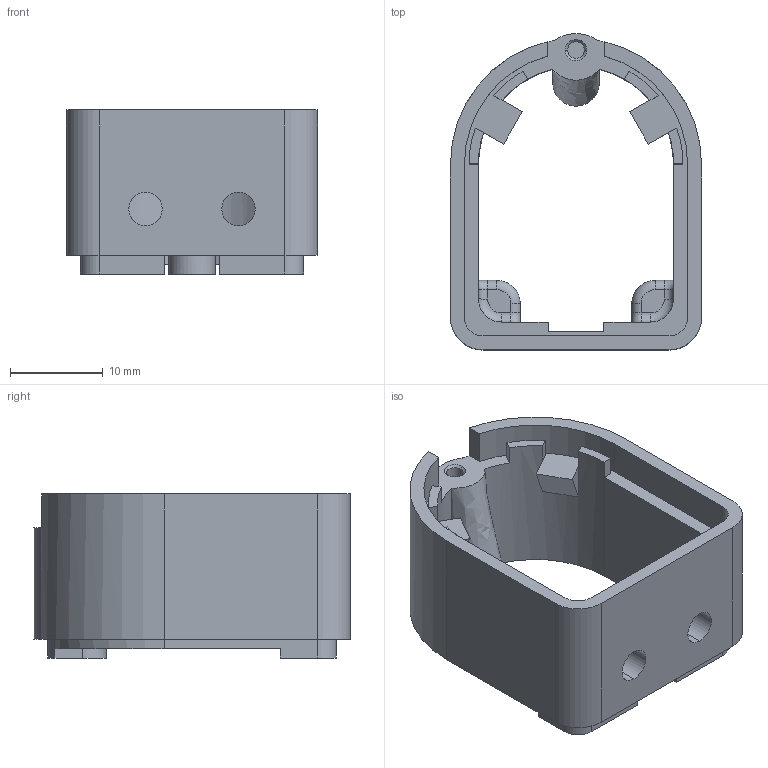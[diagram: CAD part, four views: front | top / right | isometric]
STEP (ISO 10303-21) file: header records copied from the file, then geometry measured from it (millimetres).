
FILE_DESCRIPTION (( 'STEP AP203' ), '1' );
FILE_NAME ('PrototypeHousing4.STEP', '2019-11-07T21:18:58', ( '' ), ( '' ), 'SwSTEP 2.0', 'SolidWorks 2018', '' );
FILE_SCHEMA (( 'CONFIG_CONTROL_DESIGN' ));
Length unit declared in the file: millimetre
Products named in the file (1): PrototypeHousing4
Bounding box: 27 x 34 x 17.65 mm (x, y, z)
Volume: 4406 mm3; surface area: 4287.5 mm2
Topology: 1 solids, 1 shells, 119 faces, 315 edges, 202 vertices
Faces by surface type: plane 59, cylinder 49, torus 8, cone 2, bspline 1
Entity records: 3984 total; most frequent: CARTESIAN_POINT 854, DIRECTION 664, ORIENTED_EDGE 630, EDGE_CURVE 315, AXIS2_PLACEMENT_3D 237, VERTEX_POINT 202, LINE 190, VECTOR 190
